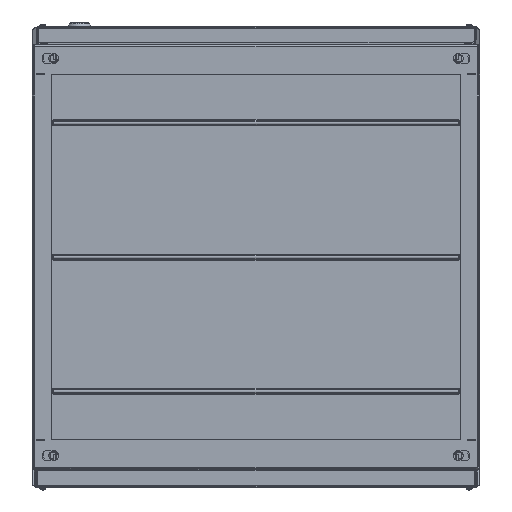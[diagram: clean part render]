
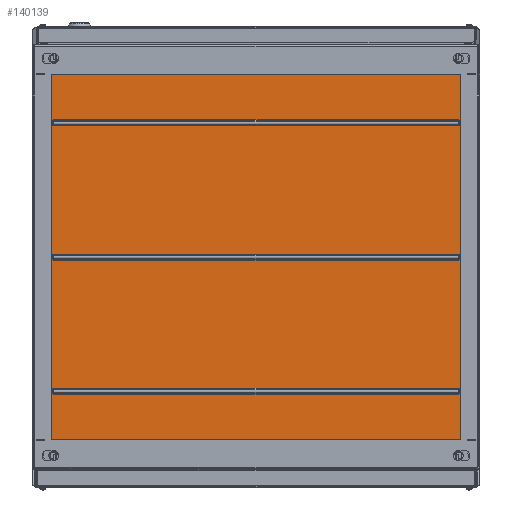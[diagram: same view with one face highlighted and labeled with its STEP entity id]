
A CAD part, front view. The second image highlights one B-rep face of the part: STEP entity #140139.
In plain terms, the highlighted planar face has unit normal (0, -1, 0).
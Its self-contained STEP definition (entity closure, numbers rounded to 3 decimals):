
#253 = ORIENTED_EDGE ( 'NONE', *, *, #98199, .T. ) ;
#1403 = LINE ( 'NONE', #80533, #47636 ) ;
#3360 = EDGE_LOOP ( 'NONE', ( #61005, #31708, #11901, #117854 ) ) ;
#5321 = LINE ( 'NONE', #159974, #7241 ) ;
#6193 = CIRCLE ( 'NONE', #155790, 4. ) ;
#7241 = VECTOR ( 'NONE', #68964, 1000. ) ;
#8516 = CARTESIAN_POINT ( 'NONE',  ( 271.4, 2000., 180. ) ) ;
#11285 = CARTESIAN_POINT ( 'NONE',  ( -271.4, 2000., -184. ) ) ;
#11901 = ORIENTED_EDGE ( 'NONE', *, *, #52164, .T. ) ;
#14010 = ORIENTED_EDGE ( 'NONE', *, *, #36037, .F. ) ;
#14424 = CARTESIAN_POINT ( 'NONE',  ( 271.4, 2000., -184. ) ) ;
#14752 = DIRECTION ( 'NONE',  ( 0., 1., 0. ) ) ;
#15056 = CARTESIAN_POINT ( 'NONE',  ( -271.4, 2000., 184. ) ) ;
#17059 = PLANE ( 'NONE',  #28617 ) ;
#17232 = VECTOR ( 'NONE', #26364, 1000. ) ;
#17640 = CARTESIAN_POINT ( 'NONE',  ( -300., 2000., 285. ) ) ;
#17789 = CIRCLE ( 'NONE', #81322, 4. ) ;
#18625 = LINE ( 'NONE', #64825, #149135 ) ;
#20129 = AXIS2_PLACEMENT_3D ( 'NONE', #126215, #113316, #24606 ) ;
#21919 = VECTOR ( 'NONE', #140015, 1000. ) ;
#22839 = ORIENTED_EDGE ( 'NONE', *, *, #38830, .T. ) ;
#23183 = DIRECTION ( 'NONE',  ( 0., 0., -1. ) ) ;
#23887 = DIRECTION ( 'NONE',  ( -1., 0., 0. ) ) ;
#24390 = EDGE_CURVE ( 'NONE', #143068, #47128, #132368, .T. ) ;
#24606 = DIRECTION ( 'NONE',  ( 0., 0., -1. ) ) ;
#26364 = DIRECTION ( 'NONE',  ( 0., 0., 1. ) ) ;
#27019 = CIRCLE ( 'NONE', #83994, 4. ) ;
#28363 = VERTEX_POINT ( 'NONE', #120308 ) ;
#28617 = AXIS2_PLACEMENT_3D ( 'NONE', #41206, #131004, #54107 ) ;
#31708 = ORIENTED_EDGE ( 'NONE', *, *, #111795, .T. ) ;
#33428 = CARTESIAN_POINT ( 'NONE',  ( 271.4, 2000., -176. ) ) ;
#33541 = EDGE_CURVE ( 'NONE', #126170, #91151, #17789, .T. ) ;
#36037 = EDGE_CURVE ( 'NONE', #97241, #47128, #5321, .T. ) ;
#37013 = EDGE_CURVE ( 'NONE', #115971, #57146, #81172, .T. ) ;
#37337 = EDGE_CURVE ( 'NONE', #67158, #98270, #27019, .T. ) ;
#38830 = EDGE_CURVE ( 'NONE', #57146, #67158, #18625, .T. ) ;
#40011 = DIRECTION ( 'NONE',  ( 0., 0., -1. ) ) ;
#40245 = CARTESIAN_POINT ( 'NONE',  ( 271.4, 2000., 184. ) ) ;
#40469 = CARTESIAN_POINT ( 'NONE',  ( 300., 2000., -285. ) ) ;
#41206 = CARTESIAN_POINT ( 'NONE',  ( 300., 2000., 285. ) ) ;
#45198 = VECTOR ( 'NONE', #53383, 1000. ) ;
#47012 = CARTESIAN_POINT ( 'NONE',  ( 300., 2000., -285. ) ) ;
#47128 = VERTEX_POINT ( 'NONE', #17640 ) ;
#47636 = VECTOR ( 'NONE', #143539, 1000. ) ;
#51175 = CARTESIAN_POINT ( 'NONE',  ( -271.4, 2000., 180. ) ) ;
#52164 = EDGE_CURVE ( 'NONE', #128933, #160954, #6193, .T. ) ;
#52892 = CARTESIAN_POINT ( 'NONE',  ( -271.4, 2000., 176. ) ) ;
#53383 = DIRECTION ( 'NONE',  ( 1., 0., 0. ) ) ;
#54107 = DIRECTION ( 'NONE',  ( 0., 0., -1. ) ) ;
#56072 = LINE ( 'NONE', #127162, #138399 ) ;
#56856 = DIRECTION ( 'NONE',  ( 1., 0., 0. ) ) ;
#57146 = VERTEX_POINT ( 'NONE', #57465 ) ;
#57465 = CARTESIAN_POINT ( 'NONE',  ( 271.4, 2000., -4. ) ) ;
#58647 = LINE ( 'NONE', #47012, #82593 ) ;
#59599 = ORIENTED_EDGE ( 'NONE', *, *, #88540, .T. ) ;
#61005 = ORIENTED_EDGE ( 'NONE', *, *, #110614, .T. ) ;
#61630 = EDGE_CURVE ( 'NONE', #98270, #115971, #1403, .T. ) ;
#62860 = VERTEX_POINT ( 'NONE', #11285 ) ;
#64825 = CARTESIAN_POINT ( 'NONE',  ( -271.4, 2000., -4. ) ) ;
#65469 = CARTESIAN_POINT ( 'NONE',  ( -271.4, 2000., -176. ) ) ;
#65659 = ORIENTED_EDGE ( 'NONE', *, *, #37337, .T. ) ;
#67016 = DIRECTION ( 'NONE',  ( -1., 0., 0. ) ) ;
#67158 = VERTEX_POINT ( 'NONE', #164044 ) ;
#67791 = AXIS2_PLACEMENT_3D ( 'NONE', #154586, #14752, #40011 ) ;
#68945 = EDGE_CURVE ( 'NONE', #28363, #126170, #56072, .T. ) ;
#68964 = DIRECTION ( 'NONE',  ( 0., 0., 1. ) ) ;
#68969 = EDGE_LOOP ( 'NONE', ( #166366, #253, #100842, #146972 ) ) ;
#69496 = DIRECTION ( 'NONE',  ( -1., 0., 0. ) ) ;
#69674 = LINE ( 'NONE', #134288, #89818 ) ;
#72425 = CARTESIAN_POINT ( 'NONE',  ( -271.4, 2000., 0. ) ) ;
#76066 = EDGE_LOOP ( 'NONE', ( #65659, #143280, #92858, #22839 ) ) ;
#78031 = CARTESIAN_POINT ( 'NONE',  ( -271.4, 2000., -176. ) ) ;
#80533 = CARTESIAN_POINT ( 'NONE',  ( -271.4, 2000., 4. ) ) ;
#81172 = CIRCLE ( 'NONE', #67791, 4. ) ;
#81322 = AXIS2_PLACEMENT_3D ( 'NONE', #51175, #140986, #128623 ) ;
#81443 = FACE_OUTER_BOUND ( 'NONE', #142497, .T. ) ;
#82593 = VECTOR ( 'NONE', #163192, 1000. ) ;
#83994 = AXIS2_PLACEMENT_3D ( 'NONE', #72425, #125257, #111781 ) ;
#84839 = DIRECTION ( 'NONE',  ( 0., 1., 0. ) ) ;
#88540 = EDGE_CURVE ( 'NONE', #151060, #143068, #103553, .T. ) ;
#89818 = VECTOR ( 'NONE', #56856, 1000. ) ;
#91151 = VERTEX_POINT ( 'NONE', #15056 ) ;
#91500 = FACE_BOUND ( 'NONE', #76066, .T. ) ;
#92858 = ORIENTED_EDGE ( 'NONE', *, *, #37013, .T. ) ;
#95396 = AXIS2_PLACEMENT_3D ( 'NONE', #8516, #84839, #136554 ) ;
#97241 = VERTEX_POINT ( 'NONE', #163300 ) ;
#97397 = LINE ( 'NONE', #78031, #45198 ) ;
#98199 = EDGE_CURVE ( 'NONE', #91151, #118377, #69674, .T. ) ;
#98270 = VERTEX_POINT ( 'NONE', #146109 ) ;
#100137 = CIRCLE ( 'NONE', #20129, 4. ) ;
#100842 = ORIENTED_EDGE ( 'NONE', *, *, #101264, .T. ) ;
#101264 = EDGE_CURVE ( 'NONE', #118377, #28363, #139207, .T. ) ;
#103108 = LINE ( 'NONE', #107116, #125225 ) ;
#103553 = LINE ( 'NONE', #143108, #17232 ) ;
#107116 = CARTESIAN_POINT ( 'NONE',  ( -271.4, 2000., -184. ) ) ;
#110614 = EDGE_CURVE ( 'NONE', #62860, #147057, #100137, .T. ) ;
#111781 = DIRECTION ( 'NONE',  ( 0., 0., -1. ) ) ;
#111795 = EDGE_CURVE ( 'NONE', #147057, #128933, #97397, .T. ) ;
#113316 = DIRECTION ( 'NONE',  ( 0., 1., 0. ) ) ;
#115806 = CARTESIAN_POINT ( 'NONE',  ( 271.4, 2000., 4. ) ) ;
#115971 = VERTEX_POINT ( 'NONE', #115806 ) ;
#116745 = ORIENTED_EDGE ( 'NONE', *, *, #24390, .T. ) ;
#117854 = ORIENTED_EDGE ( 'NONE', *, *, #156181, .T. ) ;
#118377 = VERTEX_POINT ( 'NONE', #40245 ) ;
#120308 = CARTESIAN_POINT ( 'NONE',  ( 271.4, 2000., 176. ) ) ;
#125225 = VECTOR ( 'NONE', #69496, 1000. ) ;
#125257 = DIRECTION ( 'NONE',  ( 0., 1., 0. ) ) ;
#126170 = VERTEX_POINT ( 'NONE', #52892 ) ;
#126215 = CARTESIAN_POINT ( 'NONE',  ( -271.4, 2000., -180. ) ) ;
#127162 = CARTESIAN_POINT ( 'NONE',  ( -271.4, 2000., 176. ) ) ;
#128623 = DIRECTION ( 'NONE',  ( 0., 0., -1. ) ) ;
#128933 = VERTEX_POINT ( 'NONE', #33428 ) ;
#131004 = DIRECTION ( 'NONE',  ( 0., -1., 0. ) ) ;
#132368 = LINE ( 'NONE', #153503, #21919 ) ;
#134288 = CARTESIAN_POINT ( 'NONE',  ( -271.4, 2000., 184. ) ) ;
#136554 = DIRECTION ( 'NONE',  ( 0., 0., -1. ) ) ;
#138399 = VECTOR ( 'NONE', #23887, 1000. ) ;
#139207 = CIRCLE ( 'NONE', #95396, 4. ) ;
#139320 = DIRECTION ( 'NONE',  ( 0., 1., 0. ) ) ;
#139925 = CARTESIAN_POINT ( 'NONE',  ( 300., 2000., 285. ) ) ;
#140015 = DIRECTION ( 'NONE',  ( -1., 0., 0. ) ) ;
#140139 = ADVANCED_FACE ( 'NONE', ( #91500, #149860, #155812, #81443 ), #17059, .T. ) ;
#140986 = DIRECTION ( 'NONE',  ( 0., 1., 0. ) ) ;
#142497 = EDGE_LOOP ( 'NONE', ( #14010, #160654, #59599, #116745 ) ) ;
#143068 = VERTEX_POINT ( 'NONE', #139925 ) ;
#143108 = CARTESIAN_POINT ( 'NONE',  ( 300., 2000., 285. ) ) ;
#143280 = ORIENTED_EDGE ( 'NONE', *, *, #61630, .T. ) ;
#143539 = DIRECTION ( 'NONE',  ( 1., 0., 0. ) ) ;
#146109 = CARTESIAN_POINT ( 'NONE',  ( -271.4, 2000., 4. ) ) ;
#146972 = ORIENTED_EDGE ( 'NONE', *, *, #68945, .T. ) ;
#147057 = VERTEX_POINT ( 'NONE', #65469 ) ;
#149135 = VECTOR ( 'NONE', #67016, 1000. ) ;
#149860 = FACE_BOUND ( 'NONE', #3360, .T. ) ;
#151060 = VERTEX_POINT ( 'NONE', #40469 ) ;
#153503 = CARTESIAN_POINT ( 'NONE',  ( 300., 2000., 285. ) ) ;
#154586 = CARTESIAN_POINT ( 'NONE',  ( 271.4, 2000., 0. ) ) ;
#155790 = AXIS2_PLACEMENT_3D ( 'NONE', #162349, #139320, #23183 ) ;
#155812 = FACE_BOUND ( 'NONE', #68969, .T. ) ;
#156181 = EDGE_CURVE ( 'NONE', #160954, #62860, #103108, .T. ) ;
#159974 = CARTESIAN_POINT ( 'NONE',  ( -300., 2000., 285. ) ) ;
#160654 = ORIENTED_EDGE ( 'NONE', *, *, #162463, .F. ) ;
#160954 = VERTEX_POINT ( 'NONE', #14424 ) ;
#162349 = CARTESIAN_POINT ( 'NONE',  ( 271.4, 2000., -180. ) ) ;
#162463 = EDGE_CURVE ( 'NONE', #151060, #97241, #58647, .T. ) ;
#163192 = DIRECTION ( 'NONE',  ( -1., 0., 0. ) ) ;
#163300 = CARTESIAN_POINT ( 'NONE',  ( -300., 2000., -285. ) ) ;
#164044 = CARTESIAN_POINT ( 'NONE',  ( -271.4, 2000., -4. ) ) ;
#166366 = ORIENTED_EDGE ( 'NONE', *, *, #33541, .T. ) ;
